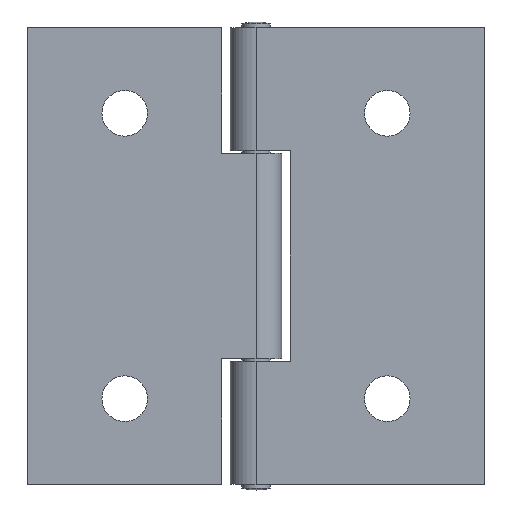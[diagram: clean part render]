
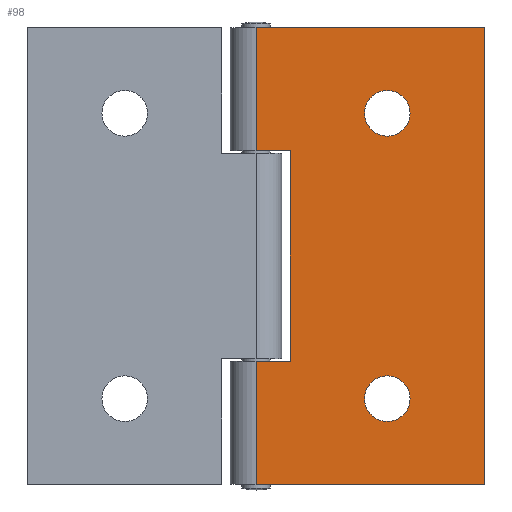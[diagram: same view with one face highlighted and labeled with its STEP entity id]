
A CAD part, front view. The second image highlights one B-rep face of the part: STEP entity #98.
In plain terms, the highlighted planar face has unit normal (0, -1, 0).
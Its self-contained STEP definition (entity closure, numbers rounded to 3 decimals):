
#98 = ADVANCED_FACE( '', ( #210, #211, #212 ), #213, .F. );
#210 = FACE_BOUND( '', #325, .T. );
#211 = FACE_BOUND( '', #326, .T. );
#212 = FACE_OUTER_BOUND( '', #327, .T. );
#213 = PLANE( '', #328 );
#325 = EDGE_LOOP( '', ( #553 ) );
#326 = EDGE_LOOP( '', ( #554 ) );
#327 = EDGE_LOOP( '', ( #555, #556, #557, #558, #559, #560, #561, #562 ) );
#328 = AXIS2_PLACEMENT_3D( '', #563, #564, #565 );
#553 = ORIENTED_EDGE( '', *, *, #681, .F. );
#554 = ORIENTED_EDGE( '', *, *, #723, .F. );
#555 = ORIENTED_EDGE( '', *, *, #713, .T. );
#556 = ORIENTED_EDGE( '', *, *, #685, .F. );
#557 = ORIENTED_EDGE( '', *, *, #665, .F. );
#558 = ORIENTED_EDGE( '', *, *, #724, .F. );
#559 = ORIENTED_EDGE( '', *, *, #631, .T. );
#560 = ORIENTED_EDGE( '', *, *, #725, .F. );
#561 = ORIENTED_EDGE( '', *, *, #676, .F. );
#562 = ORIENTED_EDGE( '', *, *, #726, .T. );
#563 = CARTESIAN_POINT( '', ( 0., -2.25, -9.2 ) );
#564 = DIRECTION( '', ( 0., 1., 0. ) );
#565 = DIRECTION( '', ( 0., 0., 1. ) );
#631 = EDGE_CURVE( '', #742, #740, #743, .T. );
#665 = EDGE_CURVE( '', #800, #801, #802, .T. );
#676 = EDGE_CURVE( '', #819, #814, #821, .T. );
#681 = EDGE_CURVE( '', #828, #828, #829, .T. );
#685 = EDGE_CURVE( '', #801, #835, #836, .T. );
#713 = EDGE_CURVE( '', #872, #835, #873, .T. );
#723 = EDGE_CURVE( '', #882, #882, #883, .T. );
#724 = EDGE_CURVE( '', #742, #800, #884, .T. );
#725 = EDGE_CURVE( '', #814, #740, #885, .T. );
#726 = EDGE_CURVE( '', #819, #872, #886, .T. );
#740 = VERTEX_POINT( '', #901 );
#742 = VERTEX_POINT( '', #904 );
#743 = LINE( '', #905, #906 );
#800 = VERTEX_POINT( '', #984 );
#801 = VERTEX_POINT( '', #985 );
#802 = LINE( '', #986, #987 );
#814 = VERTEX_POINT( '', #1002 );
#819 = VERTEX_POINT( '', #1009 );
#821 = LINE( '', #1011, #1012 );
#828 = VERTEX_POINT( '', #1019 );
#829 = CIRCLE( '', #1020, 2. );
#835 = VERTEX_POINT( '', #1027 );
#836 = LINE( '', #1028, #1029 );
#872 = VERTEX_POINT( '', #1077 );
#873 = LINE( '', #1078, #1079 );
#882 = VERTEX_POINT( '', #1091 );
#883 = CIRCLE( '', #1092, 2. );
#884 = LINE( '', #1093, #1094 );
#885 = LINE( '', #1095, #1096 );
#886 = LINE( '', #1097, #1098 );
#901 = CARTESIAN_POINT( '', ( 3., -2.25, 9.2 ) );
#904 = CARTESIAN_POINT( '', ( 0., -2.25, 9.2 ) );
#905 = CARTESIAN_POINT( '', ( 0., -2.25, 9.2 ) );
#906 = VECTOR( '', #1112, 1000. );
#984 = CARTESIAN_POINT( '', ( 0., -2.25, 20. ) );
#985 = CARTESIAN_POINT( '', ( 20., -2.25, 20. ) );
#986 = CARTESIAN_POINT( '', ( 0., -2.25, 20. ) );
#987 = VECTOR( '', #1149, 1000. );
#1002 = CARTESIAN_POINT( '', ( 3., -2.25, -9.2 ) );
#1009 = CARTESIAN_POINT( '', ( 0., -2.25, -9.2 ) );
#1011 = CARTESIAN_POINT( '', ( 0., -2.25, -9.2 ) );
#1012 = VECTOR( '', #1167, 1000. );
#1019 = CARTESIAN_POINT( '', ( 11.5, -2.25, 10.5 ) );
#1020 = AXIS2_PLACEMENT_3D( '', #1174, #1175, #1176 );
#1027 = CARTESIAN_POINT( '', ( 20., -2.25, -20. ) );
#1028 = CARTESIAN_POINT( '', ( 20., -2.25, 20. ) );
#1029 = VECTOR( '', #1181, 1000. );
#1077 = CARTESIAN_POINT( '', ( 0., -2.25, -20. ) );
#1078 = CARTESIAN_POINT( '', ( 0., -2.25, -20. ) );
#1079 = VECTOR( '', #1215, 1000. );
#1091 = CARTESIAN_POINT( '', ( 11.5, -2.25, -14.5 ) );
#1092 = AXIS2_PLACEMENT_3D( '', #1222, #1223, #1224 );
#1093 = CARTESIAN_POINT( '', ( 0., -2.25, 9.2 ) );
#1094 = VECTOR( '', #1225, 1000. );
#1095 = CARTESIAN_POINT( '', ( 3., -2.25, -20. ) );
#1096 = VECTOR( '', #1226, 1000. );
#1097 = CARTESIAN_POINT( '', ( 0., -2.25, -9.2 ) );
#1098 = VECTOR( '', #1227, 1000. );
#1112 = DIRECTION( '', ( 1., 0., 0. ) );
#1149 = DIRECTION( '', ( 1., 0., 0. ) );
#1167 = DIRECTION( '', ( 1., 0., 0. ) );
#1174 = CARTESIAN_POINT( '', ( 11.5, -2.25, 12.5 ) );
#1175 = DIRECTION( '', ( 0., -1., 0. ) );
#1176 = DIRECTION( '', ( 0., 0., -1. ) );
#1181 = DIRECTION( '', ( 0., 0., -1. ) );
#1215 = DIRECTION( '', ( 1., 0., 0. ) );
#1222 = CARTESIAN_POINT( '', ( 11.5, -2.25, -12.5 ) );
#1223 = DIRECTION( '', ( 0., -1., 0. ) );
#1224 = DIRECTION( '', ( 0., 0., -1. ) );
#1225 = DIRECTION( '', ( 0., 0., 1. ) );
#1226 = DIRECTION( '', ( 0., 0., 1. ) );
#1227 = DIRECTION( '', ( 0., 0., -1. ) );
